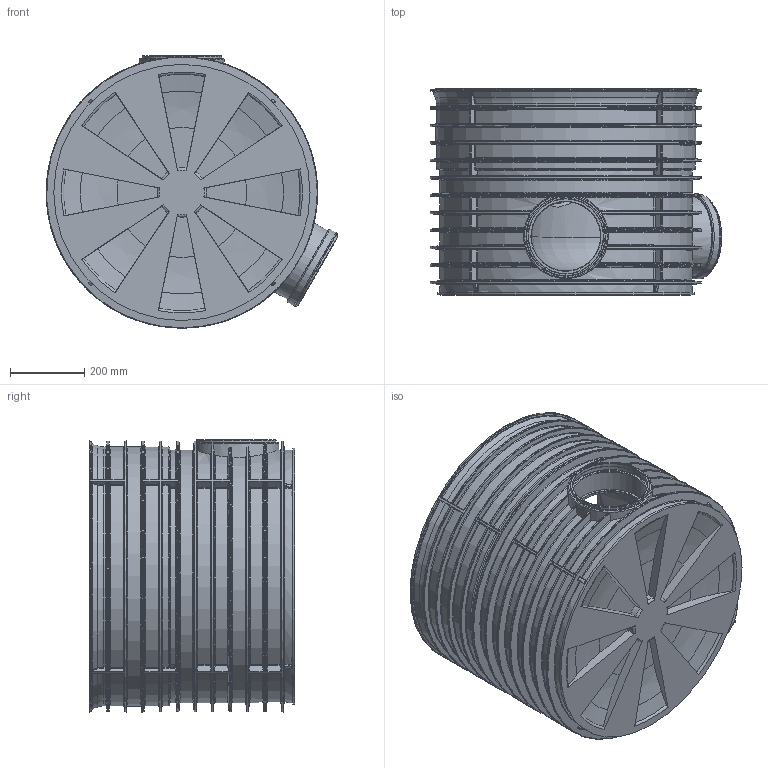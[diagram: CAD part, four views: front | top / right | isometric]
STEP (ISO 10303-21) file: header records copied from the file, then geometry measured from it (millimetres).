
FILE_DESCRIPTION(/* description */ (''),/* implementation_level */ '2;1');
FILE_NAME(/* name */ '661620z.stp',/* time_stamp */ '2024-12-17T12:41:10+01:00',/* author */ ('corinna'),/* organization */ (''),/* preprocessor_version */ 'ST-DEVELOPER v20',/* originating_system */ 'Autodesk Inventor 2024',/* authorisation */ '');
FILE_SCHEMA (('AUTOMOTIVE_DESIGN { 1 0 10303 214 3 1 1 }'));
Length unit declared in the file: millimetre
Products named in the file (3): 661620z; 661620 Schacht DN600 Boden; 661620 Schachtboden DN600 Grundkörper
Assembly tree (2 placements, depth 2):
  661620z
    661620 Schacht DN600 Boden
    661620 Schachtboden DN600 Grundkörper
Bounding box: 785.42 x 554.5 x 733.5 mm (x, y, z)
Volume: 25610446.5 mm3; surface area: 5587059.2 mm2
Topology: 2 solids, 2 shells, 1543 faces, 4062 edges, 2488 vertices
Faces by surface type: bspline 536, torus 257, cylinder 254, plane 225, sphere 136, cone 135
Full cylindrical faces by diameter (mm): 120 x1, 185 x1, 186.7 x1, 200 x1, 201.5 x4, 213.5 x1, 214.5 x1, 216 x2, 228 x1, 640 x1, 650 x1, 666 x2, 681 x2, 685 x1, 690 x1, 700 x1, 731 x4
Entity records: 64512 total; most frequent: CARTESIAN_POINT 29749, ORIENTED_EDGE 8004, DIRECTION 6441, EDGE_CURVE 4002, AXIS2_PLACEMENT_3D 2917, VERTEX_POINT 2488, CIRCLE 1880, EDGE_LOOP 1574
